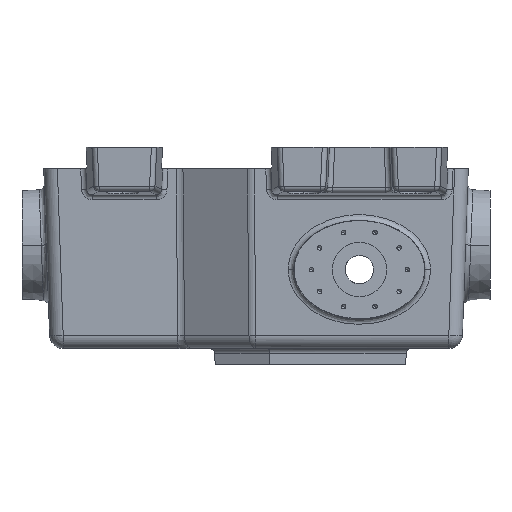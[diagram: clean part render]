
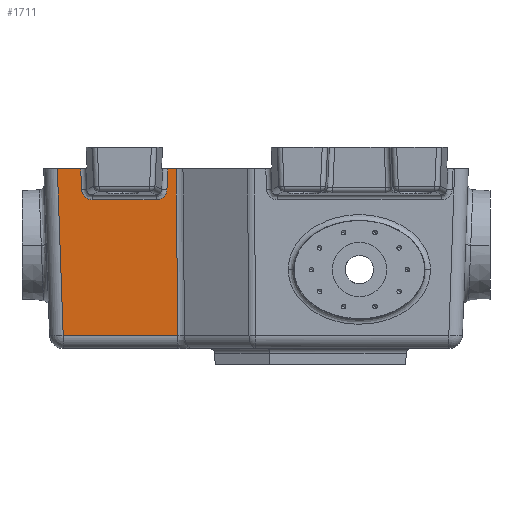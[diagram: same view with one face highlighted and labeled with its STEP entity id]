
A CAD part, left-side view. The second image highlights one B-rep face of the part: STEP entity #1711.
In plain terms, the highlighted planar face has unit normal (-0.999, 0, -0.035).
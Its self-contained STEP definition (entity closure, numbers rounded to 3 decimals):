
#203=CARTESIAN_POINT('Vertex',(-175.,755.015,0.)) ;
#206=CARTESIAN_POINT('Line Origin',(-175.,733.572,0.)) ;
#210=CARTESIAN_POINT('Vertex',(-175.,712.128,0.)) ;
#269=CARTESIAN_POINT('Vertex',(-175.,551.872,0.)) ;
#272=CARTESIAN_POINT('Line Origin',(-175.,544.281,0.)) ;
#276=CARTESIAN_POINT('Vertex',(-175.,536.69,0.)) ;
#1631=CARTESIAN_POINT('Axis2P3D Location',(-175.,655.,0.)) ;
#1637=CARTESIAN_POINT('Control Point',(-175.,755.015,0.)) ;
#1638=CARTESIAN_POINT('Control Point',(-164.319,744.334,-305.872)) ;
#1639=CARTESIAN_POINT('Vertex',(-164.319,744.334,-305.872)) ;
#1642=CARTESIAN_POINT('Line Origin',(-164.319,652.297,-305.872)) ;
#1646=CARTESIAN_POINT('Vertex',(-164.319,533.83,-305.872)) ;
#1650=CARTESIAN_POINT('Control Point',(-175.,536.69,0.)) ;
#1651=CARTESIAN_POINT('Control Point',(-164.319,533.83,-305.872)) ;
#1654=CARTESIAN_POINT('Control Point',(-175.,551.872,0.)) ;
#1655=CARTESIAN_POINT('Control Point',(-173.67,553.664,-38.079)) ;
#1656=CARTESIAN_POINT('Vertex',(-173.67,553.664,-38.079)) ;
#1660=CARTESIAN_POINT('Control Point',(-173.67,553.664,-38.079)) ;
#1661=CARTESIAN_POINT('Control Point',(-173.589,553.773,-40.399)) ;
#1662=CARTESIAN_POINT('Control Point',(-173.509,554.221,-42.708)) ;
#1663=CARTESIAN_POINT('Control Point',(-173.431,555.01,-44.937)) ;
#1664=CARTESIAN_POINT('Control Point',(-173.242,557.895,-50.334)) ;
#1665=CARTESIAN_POINT('Control Point',(-173.103,562.66,-54.335)) ;
#1666=CARTESIAN_POINT('Control Point',(-173.043,566.125,-56.03)) ;
#1667=CARTESIAN_POINT('Control Point',(-173.014,569.826,-56.863)) ;
#1668=CARTESIAN_POINT('Control Point',(-173.014,573.516,-56.863)) ;
#1669=CARTESIAN_POINT('Vertex',(-173.014,573.516,-56.863)) ;
#1672=CARTESIAN_POINT('Line Origin',(-173.014,652.297,-56.863)) ;
#1676=CARTESIAN_POINT('Vertex',(-173.014,690.484,-56.863)) ;
#1680=CARTESIAN_POINT('Control Point',(-173.014,690.484,-56.863)) ;
#1681=CARTESIAN_POINT('Control Point',(-173.014,692.844,-56.863)) ;
#1682=CARTESIAN_POINT('Control Point',(-173.026,695.208,-56.522)) ;
#1683=CARTESIAN_POINT('Control Point',(-173.05,697.512,-55.834)) ;
#1684=CARTESIAN_POINT('Control Point',(-173.11,701.165,-54.111)) ;
#1685=CARTESIAN_POINT('Control Point',(-173.2,704.262,-51.542)) ;
#1686=CARTESIAN_POINT('Control Point',(-173.241,705.406,-50.372)) ;
#1687=CARTESIAN_POINT('Control Point',(-173.342,707.699,-47.476)) ;
#1688=CARTESIAN_POINT('Control Point',(-173.459,709.263,-44.119)) ;
#1689=CARTESIAN_POINT('Control Point',(-173.528,709.883,-42.145)) ;
#1690=CARTESIAN_POINT('Control Point',(-173.599,710.24,-40.117)) ;
#1691=CARTESIAN_POINT('Control Point',(-173.67,710.336,-38.079)) ;
#1692=CARTESIAN_POINT('Vertex',(-173.67,710.336,-38.079)) ;
#1696=CARTESIAN_POINT('Control Point',(-175.,712.128,0.)) ;
#1697=CARTESIAN_POINT('Control Point',(-173.67,710.336,-38.079)) ;
#208=VECTOR('Line Direction',#207,1.) ;
#274=VECTOR('Line Direction',#273,1.) ;
#1644=VECTOR('Line Direction',#1643,1.) ;
#1674=VECTOR('Line Direction',#1673,1.) ;
#207=DIRECTION('Vector Direction',(0.,-1.,0.)) ;
#273=DIRECTION('Vector Direction',(0.,-1.,0.)) ;
#1632=DIRECTION('Axis2P3D Direction',(-0.999,-0.,-0.035)) ;
#1633=DIRECTION('Axis2P3D XDirection',(0.,-1.,0.)) ;
#1643=DIRECTION('Vector Direction',(0.,-1.,0.)) ;
#1673=DIRECTION('Vector Direction',(0.,-1.,0.)) ;
#1634=AXIS2_PLACEMENT_3D('Plane Axis2P3D',#1631,#1632,#1633) ;
#209=LINE('Line',#206,#208) ;
#275=LINE('Line',#272,#274) ;
#1645=LINE('Line',#1642,#1644) ;
#1675=LINE('Line',#1672,#1674) ;
#1635=PLANE('',#1634) ;
#212=EDGE_CURVE('',#204,#211,#209,.T.) ;
#278=EDGE_CURVE('',#270,#277,#275,.T.) ;
#1641=EDGE_CURVE('',#1640,#204,#1636,.F.) ;
#1648=EDGE_CURVE('',#1647,#1640,#1645,.F.) ;
#1652=EDGE_CURVE('',#277,#1647,#1649,.T.) ;
#1658=EDGE_CURVE('',#1657,#270,#1653,.F.) ;
#1671=EDGE_CURVE('',#1670,#1657,#1659,.F.) ;
#1678=EDGE_CURVE('',#1677,#1670,#1675,.T.) ;
#1694=EDGE_CURVE('',#1693,#1677,#1679,.F.) ;
#1698=EDGE_CURVE('',#211,#1693,#1695,.T.) ;
#1699=EDGE_LOOP('',(#1700,#1701,#1702,#1703,#1704,#1705,#1706,#1707,#1708,#1709)) ;
#1700=ORIENTED_EDGE('',*,*,#212,.F.) ;
#1701=ORIENTED_EDGE('',*,*,#1641,.F.) ;
#1702=ORIENTED_EDGE('',*,*,#1648,.F.) ;
#1703=ORIENTED_EDGE('',*,*,#1652,.F.) ;
#1704=ORIENTED_EDGE('',*,*,#278,.F.) ;
#1705=ORIENTED_EDGE('',*,*,#1658,.F.) ;
#1706=ORIENTED_EDGE('',*,*,#1671,.F.) ;
#1707=ORIENTED_EDGE('',*,*,#1678,.F.) ;
#1708=ORIENTED_EDGE('',*,*,#1694,.F.) ;
#1709=ORIENTED_EDGE('',*,*,#1698,.F.) ;
#204=VERTEX_POINT('',#203) ;
#211=VERTEX_POINT('',#210) ;
#270=VERTEX_POINT('',#269) ;
#277=VERTEX_POINT('',#276) ;
#1640=VERTEX_POINT('',#1639) ;
#1647=VERTEX_POINT('',#1646) ;
#1657=VERTEX_POINT('',#1656) ;
#1670=VERTEX_POINT('',#1669) ;
#1677=VERTEX_POINT('',#1676) ;
#1693=VERTEX_POINT('',#1692) ;
#1711=ADVANCED_FACE('PartBody',(#1710),#1635,.T.) ;
#1636=B_SPLINE_CURVE_WITH_KNOTS('',1,(#1637,#1638),.UNSPECIFIED.,.F.,.U.,(2,2),(-165.521,140.724),.UNSPECIFIED.) ;
#1649=B_SPLINE_CURVE_WITH_KNOTS('',1,(#1650,#1651),.UNSPECIFIED.,.F.,.U.,(2,2),(-165.428,140.644),.UNSPECIFIED.) ;
#1653=B_SPLINE_CURVE_WITH_KNOTS('',1,(#1654,#1655),.UNSPECIFIED.,.F.,.U.,(2,2),(-153.199,-115.054),.UNSPECIFIED.) ;
#1659=B_SPLINE_CURVE_WITH_KNOTS('',5,(#1660,#1661,#1662,#1663,#1664,#1665,#1666,#1667,#1668),.UNSPECIFIED.,.F.,.U.,(6,3,6),(54.634,67.676,88.483),.UNSPECIFIED.) ;
#1679=B_SPLINE_CURVE_WITH_KNOTS('',5,(#1680,#1681,#1682,#1683,#1684,#1685,#1686,#1687,#1688,#1689,#1690,#1691),.UNSPECIFIED.,.F.,.U.,(6,3,3,6),(54.497,67.803,76.892,88.346),.UNSPECIFIED.) ;
#1695=B_SPLINE_CURVE_WITH_KNOTS('',1,(#1696,#1697),.UNSPECIFIED.,.F.,.U.,(2,2),(-153.199,-115.054),.UNSPECIFIED.) ;
#1710=FACE_OUTER_BOUND('',#1699,.T.) ;
